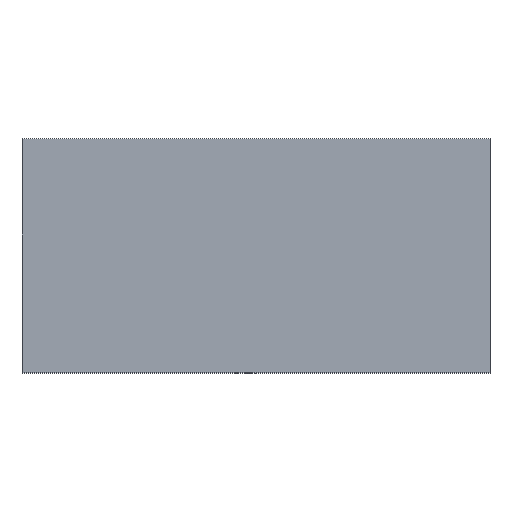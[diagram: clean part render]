
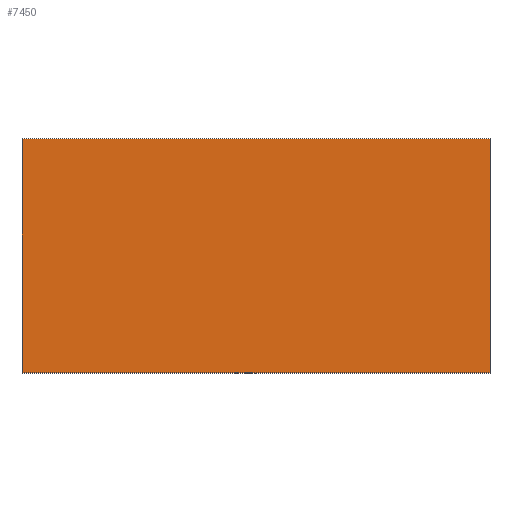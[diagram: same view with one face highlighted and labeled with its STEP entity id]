
A CAD part, top view. The second image highlights one B-rep face of the part: STEP entity #7450.
In plain terms, the highlighted free-form (B-spline) face has degree [1, 1] with [2, 2] control points.
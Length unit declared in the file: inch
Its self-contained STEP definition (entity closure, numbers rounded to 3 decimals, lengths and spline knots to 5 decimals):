
#7415=CARTESIAN_POINT('',(-3600.0,3300.0,3000.0));
#7416=CARTESIAN_POINT('',(3600.0,3300.0,3000.0));
#7417=CARTESIAN_POINT('',(-3600.0,-300.0,3000.0));
#7418=CARTESIAN_POINT('',(3600.0,-300.0,3000.0));
#7419=B_SPLINE_SURFACE_WITH_KNOTS('',1,1,((#7415,#7417),(#7416,#7418)),.UNSPECIFIED.,.F.,.F.,.U.,(2,2),(2,2),(0.0,7200.0),(0.0,3600.0),.UNSPECIFIED.);
#7420=CARTESIAN_POINT('',(3000.0,0.0,3000.0));
#7421=VERTEX_POINT('',#7420);
#7422=CARTESIAN_POINT('',(-3000.0,0.0,3000.0));
#7423=VERTEX_POINT('',#7422);
#7424=CARTESIAN_POINT('',(3000.0,0.0,3000.0));
#7425=CARTESIAN_POINT('',(-3000.0,0.0,3000.0));
#7426=QUASI_UNIFORM_CURVE('',1,(#7424,#7425),.UNSPECIFIED.,.F.,.U.);
#7427=EDGE_CURVE('',#7421,#7423,#7426,.T.);
#7428=ORIENTED_EDGE('',*,*,#7427,.F.);
#7429=CARTESIAN_POINT('',(3000.0,3000.0,3000.0));
#7430=VERTEX_POINT('',#7429);
#7431=CARTESIAN_POINT('',(3000.0,0.0,3000.0));
#7432=CARTESIAN_POINT('',(3000.0,3000.0,3000.0));
#7433=QUASI_UNIFORM_CURVE('',1,(#7431,#7432),.UNSPECIFIED.,.F.,.U.);
#7434=EDGE_CURVE('',#7421,#7430,#7433,.T.);
#7435=ORIENTED_EDGE('',*,*,#7434,.T.);
#7436=CARTESIAN_POINT('',(-3000.0,3000.0,3000.0));
#7437=VERTEX_POINT('',#7436);
#7438=CARTESIAN_POINT('',(-3000.0,3000.0,3000.0));
#7439=CARTESIAN_POINT('',(3000.0,3000.0,3000.0));
#7440=QUASI_UNIFORM_CURVE('',1,(#7438,#7439),.UNSPECIFIED.,.F.,.U.);
#7441=EDGE_CURVE('',#7437,#7430,#7440,.T.);
#7442=ORIENTED_EDGE('',*,*,#7441,.F.);
#7443=CARTESIAN_POINT('',(-3000.0,0.0,3000.0));
#7444=CARTESIAN_POINT('',(-3000.0,3000.0,3000.0));
#7445=QUASI_UNIFORM_CURVE('',1,(#7443,#7444),.UNSPECIFIED.,.F.,.U.);
#7446=EDGE_CURVE('',#7423,#7437,#7445,.T.);
#7447=ORIENTED_EDGE('',*,*,#7446,.F.);
#7448=EDGE_LOOP('',(#7428,#7435,#7442,#7447));
#7449=FACE_OUTER_BOUND('',#7448,.T.);
#7450=ADVANCED_FACE('FREESTREAM',(#7449),#7419,.F.);
